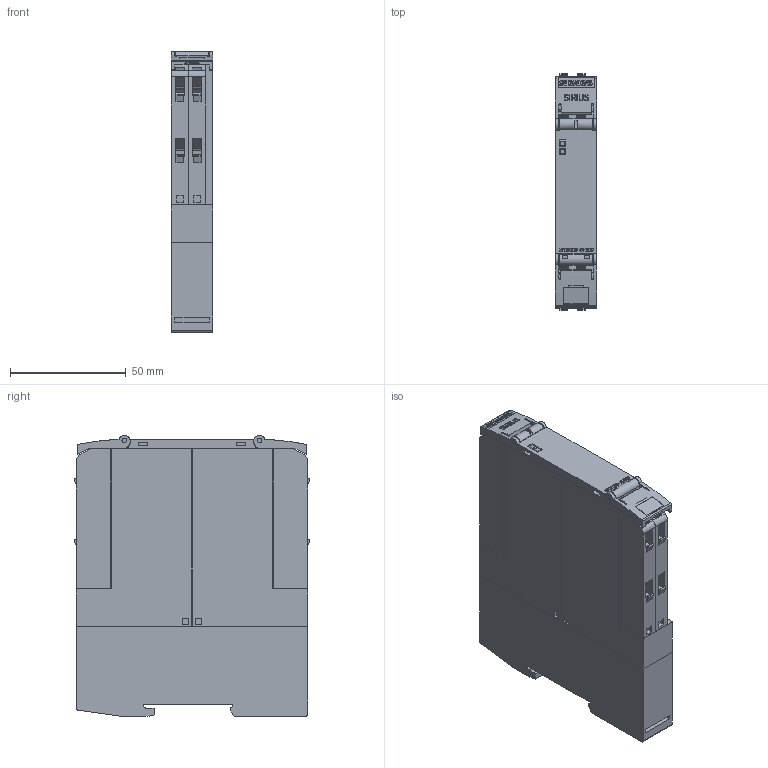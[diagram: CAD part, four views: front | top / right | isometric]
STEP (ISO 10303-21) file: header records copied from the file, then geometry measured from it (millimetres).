
FILE_DESCRIPTION(('STEP AP214'),'1');
FILE_NAME('cctmp_593EA7C0-62A2-4259-BE80-FA48B60B65E1_2023_07_21_09_52_54_0816..stp','2023-07-21T07:52:56',('SIEMENS A&D'),('CADClick - www.CADClick.com'),'Spatial InterOp 3D postprocessed',' ','unknown authorization');
FILE_SCHEMA(('AUTOMOTIVE_DESIGN'));
Length unit declared in the file: millimetre
Products named in the file (1): 2023_07_21_09_52_54_0765
Bounding box: 17.85 x 101.96 x 121.42 mm (x, y, z)
Volume: 197624.2 mm3; surface area: 48444.7 mm2
Topology: 1 solids, 1 shells, 1378 faces, 3886 edges, 2580 vertices
Faces by surface type: plane 1171, cylinder 191, torus 16
Entity records: 48764 total; most frequent: CARTESIAN_POINT 8483, ORIENTED_EDGE 7764, DIRECTION 7075, EDGE_CURVE 3882, LINE 3303, VECTOR 3303, VERTEX_POINT 2580, AXIS2_PLACEMENT_3D 1886
